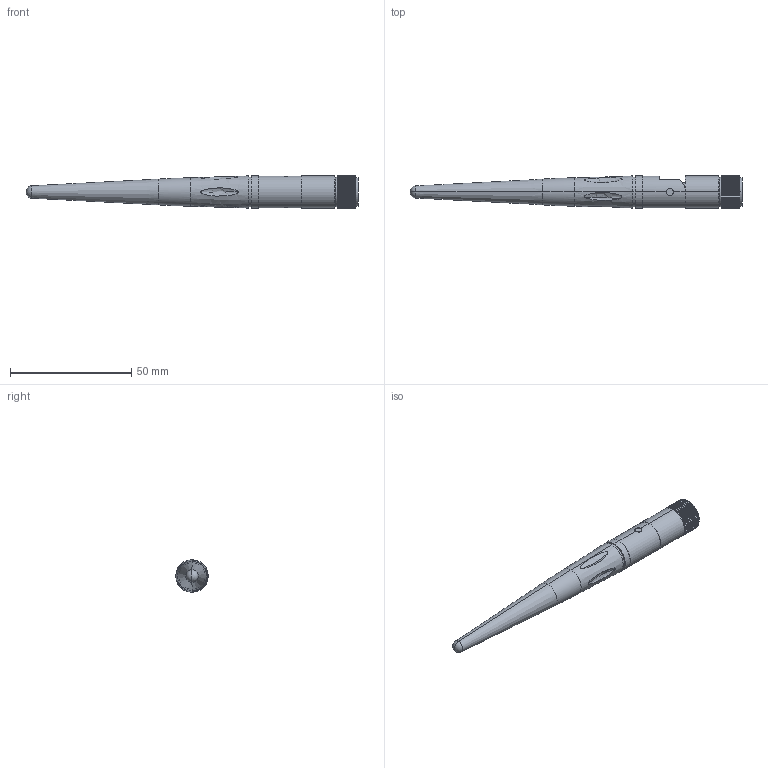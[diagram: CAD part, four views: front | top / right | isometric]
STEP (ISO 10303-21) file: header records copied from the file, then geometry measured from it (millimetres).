
FILE_DESCRIPTION (( 'STEP AP203' ), '1' );
FILE_NAME ('HG2403RD-RSF.STEP', '2011-03-07T14:57:47', ( 'x' ), ( 'Microsoft' ), 'SwSTEP 2.0', 'SolidWorks 2010', '' );
FILE_SCHEMA (( 'CONFIG_CONTROL_DESIGN' ));
Length unit declared in the file: inch
Products named in the file (3): HG2403RD-RSF; HG2403RD-RSF_1of2; HG2403RD-RSF_2of2
Assembly tree (2 placements, depth 2):
  HG2403RD-RSF
    HG2403RD-RSF_2of2
    HG2403RD-RSF_1of2
Bounding box: 136.91 x 13.36 x 13.36 mm (x, y, z)
Volume: 11655.1 mm3; surface area: 6972.5 mm2
Topology: 2 solids, 2 shells, 374 faces, 1010 edges, 659 vertices
Faces by surface type: cylinder 179, plane 151, cone 28, torus 14, sphere 2
Entity records: 12594 total; most frequent: CARTESIAN_POINT 2526, DIRECTION 2147, ORIENTED_EDGE 2020, EDGE_CURVE 1010, AXIS2_PLACEMENT_3D 774, VERTEX_POINT 659, VECTOR 599, LINE 599
